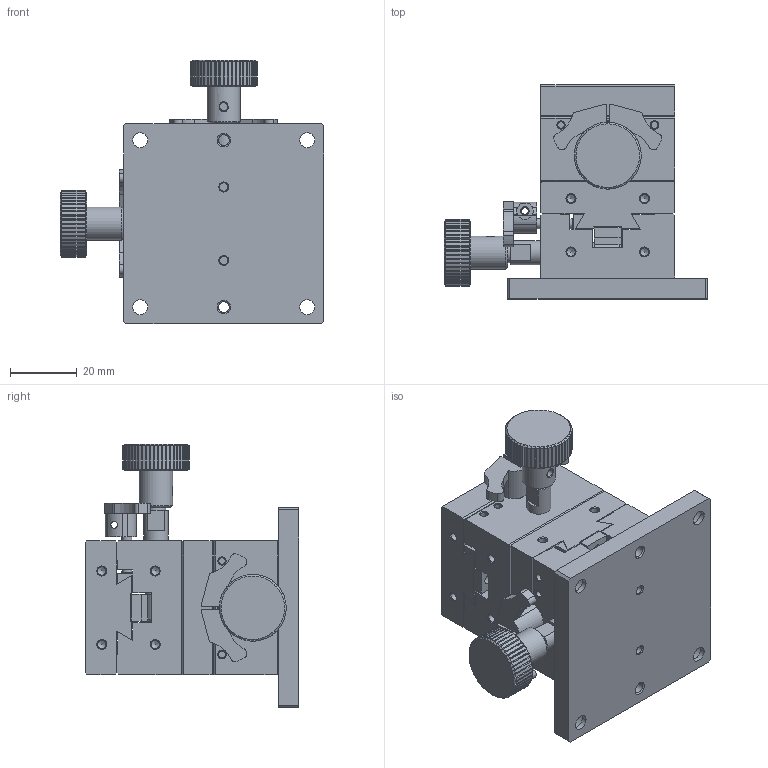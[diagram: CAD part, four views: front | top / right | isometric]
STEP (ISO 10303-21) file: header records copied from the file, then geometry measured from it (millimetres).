
FILE_DESCRIPTION (( 'STEP AP203' ), '1' );
FILE_NAME ('528832.STEP', '2024-10-16T02:22:29', ( 'Windows User' ), ( 'P R C' ), 'SwSTEP 2.0', 'SolidWorks 2020', '' );
FILE_SCHEMA (( 'CONFIG_CONTROL_DESIGN' ));
Length unit declared in the file: millimetre
Products named in the file (1): 528832
Bounding box: 79 x 64 x 79 mm (x, y, z)
Volume: 114539.9 mm3; surface area: 47474.1 mm2
Topology: 7 solids, 7 shells, 996 faces, 2400 edges, 1438 vertices
Faces by surface type: plane 408, cone 324, cylinder 264
Full cylindrical faces by diameter (mm): 2.013 x14, 2.459 x44, 2.6 x2, 2.8 x4, 3 x4, 3.242 x2, 3.5 x4, 4.5 x4, 5.83 x2, 6 x8, 7 x2, 7.3 x4, 8 x4, 10 x2, 13.835 x2
Entity records: 27383 total; most frequent: CARTESIAN_POINT 6005, DIRECTION 4444, ORIENTED_EDGE 4128, EDGE_CURVE 2064, AXIS2_PLACEMENT_3D 1813, VERTEX_POINT 1330, EDGE_LOOP 1316, FACE_OUTER_BOUND 1098
